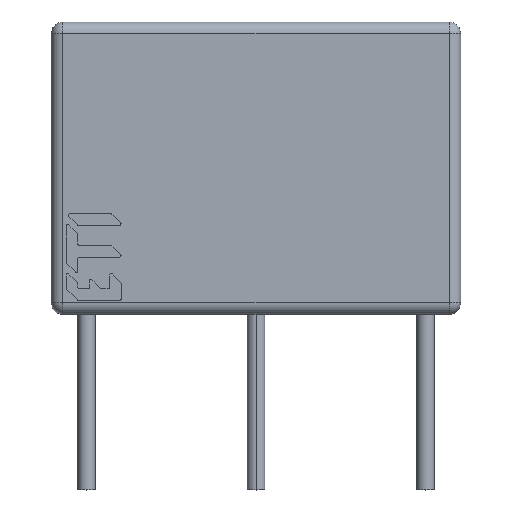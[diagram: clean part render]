
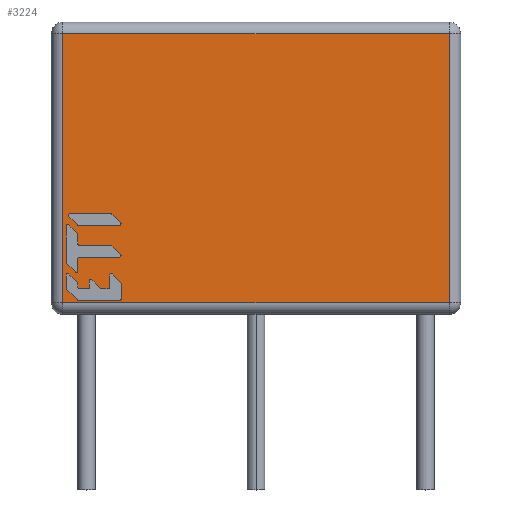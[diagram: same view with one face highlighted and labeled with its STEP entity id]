
A CAD part, top view. The second image highlights one B-rep face of the part: STEP entity #3224.
In plain terms, the highlighted planar face has unit normal (0, 0, 1).
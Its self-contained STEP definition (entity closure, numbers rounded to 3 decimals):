
#2797=DIRECTION('',(0.,-1.,0.));
#2798=VECTOR('',#2797,23.);
#2799=CARTESIAN_POINT('',(73.498,112.939,11.5));
#2800=LINE('',#2799,#2798);
#2804=DIRECTION('',(-1.,0.,0.));
#2805=VECTOR('',#2804,33.);
#2806=CARTESIAN_POINT('',(73.498,89.939,11.5));
#2807=LINE('',#2806,#2805);
#2811=DIRECTION('',(0.,1.,0.));
#2812=VECTOR('',#2811,23.);
#2813=CARTESIAN_POINT('',(40.498,89.939,11.5));
#2814=LINE('',#2813,#2812);
#2818=DIRECTION('',(1.,0.,0.));
#2819=VECTOR('',#2818,33.);
#2820=CARTESIAN_POINT('',(40.498,112.939,11.5));
#2821=LINE('',#2820,#2819);
#2831=CARTESIAN_POINT('',(73.498,112.939,11.5));
#2832=CARTESIAN_POINT('',(73.498,89.939,11.5));
#2833=VERTEX_POINT('',#2831);
#2834=VERTEX_POINT('',#2832);
#2839=CARTESIAN_POINT('',(40.498,89.939,11.5));
#2840=VERTEX_POINT('',#2839);
#2845=CARTESIAN_POINT('',(40.498,112.939,11.5));
#2846=VERTEX_POINT('',#2845);
#3213=CARTESIAN_POINT('',(0.,0.,11.5));
#3214=DIRECTION('',(0.,0.,1.));
#3215=DIRECTION('',(1.,0.,0.));
#3216=AXIS2_PLACEMENT_3D('',#3213,#3214,#3215);
#3217=PLANE('',#3216);
#3218=ORIENTED_EDGE('',*,*,#3195,.T.);
#3219=ORIENTED_EDGE('',*,*,#2954,.T.);
#3220=ORIENTED_EDGE('',*,*,#3035,.T.);
#3221=ORIENTED_EDGE('',*,*,#3116,.T.);
#3222=EDGE_LOOP('',(#3218,#3219,#3220,#3221));
#3223=FACE_OUTER_BOUND('',#3222,.F.);
#2954=EDGE_CURVE('',#2834,#2840,#2807,.T.);
#3035=EDGE_CURVE('',#2840,#2846,#2814,.T.);
#3116=EDGE_CURVE('',#2846,#2833,#2821,.T.);
#3195=EDGE_CURVE('',#2833,#2834,#2800,.T.);
#3224=ADVANCED_FACE('',(#3223),#3217,.T.);
